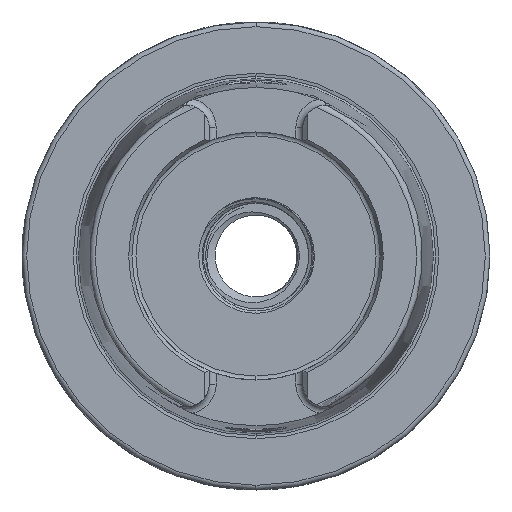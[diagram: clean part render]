
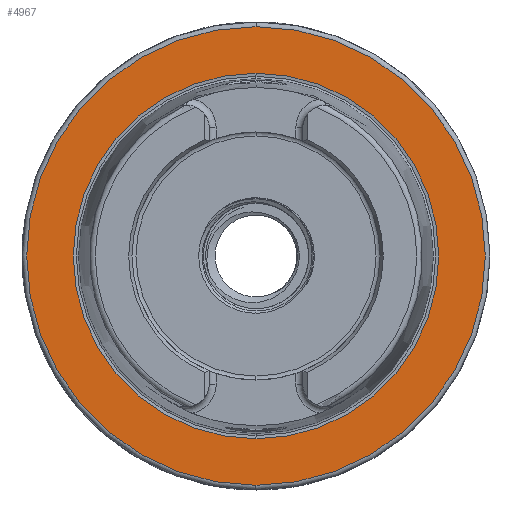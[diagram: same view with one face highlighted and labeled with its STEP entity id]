
A CAD part, left-side view. The second image highlights one B-rep face of the part: STEP entity #4967.
In plain terms, the highlighted planar face has unit normal (-1, 0, 0).
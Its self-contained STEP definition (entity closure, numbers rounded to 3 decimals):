
#1383 = EDGE_CURVE ( 'NONE', #35261, #30164, #33967, .T. ) ;
#1384 = EDGE_CURVE ( 'NONE', #35305, #35351, #33968, .T. ) ;
#4967 = ADVANCED_FACE ( 'NONE', ( #5386, #5396 ), #25807, .T. ) ;
#5030 = EDGE_CURVE ( 'NONE', #30164, #35261, #34031, .T. ) ;
#5052 = EDGE_CURVE ( 'NONE', #35351, #35305, #34045, .T. ) ;
#5386 = FACE_OUTER_BOUND ( 'NONE', #36990, .T. ) ;
#5396 = FACE_BOUND ( 'NONE', #36983, .T. ) ;
#5398 = AXIS2_PLACEMENT_3D ( 'NONE', #25808, #25809, #25810 ) ;
#8523 = CARTESIAN_POINT ( 'NONE',  ( 0., 0., 0. ) ) ;
#8524 = DIRECTION ( 'NONE',  ( -1., 0., 0. ) ) ;
#8525 = DIRECTION ( 'NONE',  ( 0., 0., 1. ) ) ;
#11810 = CARTESIAN_POINT ( 'NONE',  ( 0., 0., -49. ) ) ;
#11854 = CARTESIAN_POINT ( 'NONE',  ( 0., 0., -39.054 ) ) ;
#11900 = CARTESIAN_POINT ( 'NONE',  ( 0., 0., 39.054 ) ) ;
#14022 = CARTESIAN_POINT ( 'NONE',  ( 0., 0., 49. ) ) ;
#15921 = CARTESIAN_POINT ( 'NONE',  ( 0., 0., 0. ) ) ;
#15922 = DIRECTION ( 'NONE',  ( 1., 0., 0. ) ) ;
#15923 = DIRECTION ( 'NONE',  ( 0., 0., -1. ) ) ;
#19592 = CARTESIAN_POINT ( 'NONE',  ( 0., 0., 0. ) ) ;
#19593 = DIRECTION ( 'NONE',  ( -1., 0., 0. ) ) ;
#19594 = DIRECTION ( 'NONE',  ( 0., 0., 1. ) ) ;
#19595 = CARTESIAN_POINT ( 'NONE',  ( 0., 0., 0. ) ) ;
#19596 = DIRECTION ( 'NONE',  ( 1., 0., 0. ) ) ;
#19597 = DIRECTION ( 'NONE',  ( 0., 0., -1. ) ) ;
#22590 = ORIENTED_EDGE ( 'NONE', *, *, #5030, .T. ) ;
#22591 = ORIENTED_EDGE ( 'NONE', *, *, #1383, .T. ) ;
#22592 = ORIENTED_EDGE ( 'NONE', *, *, #1384, .T. ) ;
#22593 = ORIENTED_EDGE ( 'NONE', *, *, #5052, .T. ) ;
#25807 = PLANE ( 'NONE',  #5398 ) ;
#25808 = CARTESIAN_POINT ( 'NONE',  ( 0., 39.054, 0. ) ) ;
#25809 = DIRECTION ( 'NONE',  ( -1., 0., 0. ) ) ;
#25810 = DIRECTION ( 'NONE',  ( 0., 0., 1. ) ) ;
#30164 = VERTEX_POINT ( 'NONE', #14022 ) ;
#33967 = CIRCLE ( 'NONE', #38291, 49. ) ;
#33968 = CIRCLE ( 'NONE', #38292, 39.054 ) ;
#34031 = CIRCLE ( 'NONE', #37665, 49. ) ;
#34045 = CIRCLE ( 'NONE', #35217, 39.054 ) ;
#35217 = AXIS2_PLACEMENT_3D ( 'NONE', #15921, #15922, #15923 ) ;
#35261 = VERTEX_POINT ( 'NONE', #11810 ) ;
#35305 = VERTEX_POINT ( 'NONE', #11854 ) ;
#35351 = VERTEX_POINT ( 'NONE', #11900 ) ;
#36983 = EDGE_LOOP ( 'NONE', ( #22593, #22592 ) ) ;
#36990 = EDGE_LOOP ( 'NONE', ( #22590, #22591 ) ) ;
#37665 = AXIS2_PLACEMENT_3D ( 'NONE', #8523, #8524, #8525 ) ;
#38291 = AXIS2_PLACEMENT_3D ( 'NONE', #19592, #19593, #19594 ) ;
#38292 = AXIS2_PLACEMENT_3D ( 'NONE', #19595, #19596, #19597 ) ;
